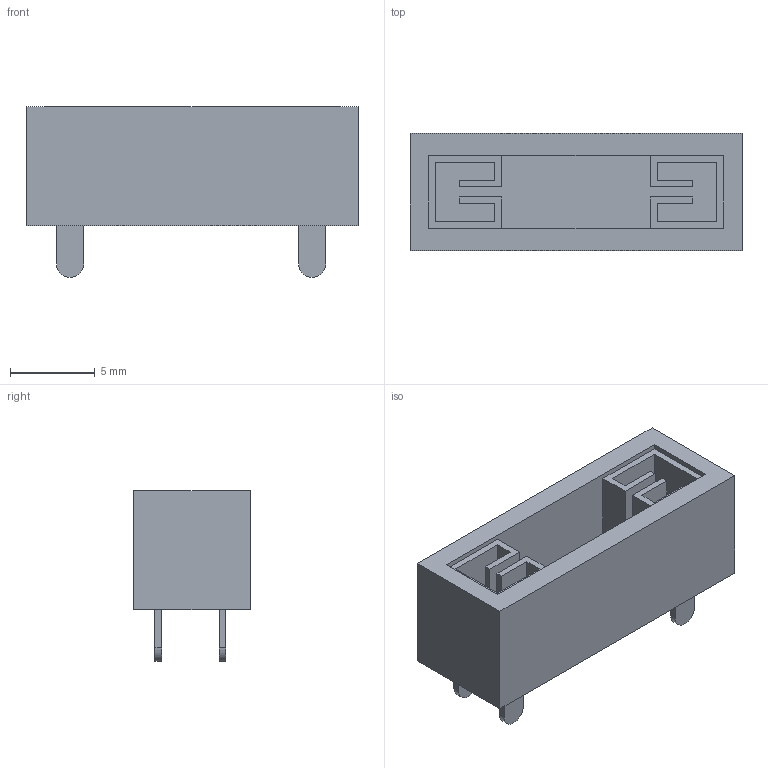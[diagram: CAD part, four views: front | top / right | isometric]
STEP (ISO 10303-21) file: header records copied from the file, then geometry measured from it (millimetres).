
FILE_DESCRIPTION(('FreeCAD Model'),'2;1');
FILE_NAME('fuse holder v2.step','2019-01-14T20:47:55', ('kicad StepUp'),('ksu MCAD'),'Open CASCADE STEP processor 7.2', 'FreeCAD','Unknown');
FILE_SCHEMA(('AUTOMOTIVE_DESIGN { 1 0 10303 214 1 1 1 1 }'));
Length unit declared in the file: millimetre
Products named in the file (1): fuse_holder_v2
Bounding box: 19.61 x 6.91 x 10.1 mm (x, y, z)
Volume: 615.9 mm3; surface area: 1095.3 mm2
Topology: 5 solids, 5 shells, 67 faces, 504 edges, 1456 vertices
Faces by surface type: plane 63, cylinder 4
Entity records: 5821 total; most frequent: CARTESIAN_POINT 2028, DIRECTION 664, LINE 480, VECTOR 480, GEOMETRIC_CURVE_SET 337, ORIENTED_EDGE 336, TRIMMED_CURVE 336, EDGE_CURVE 168
